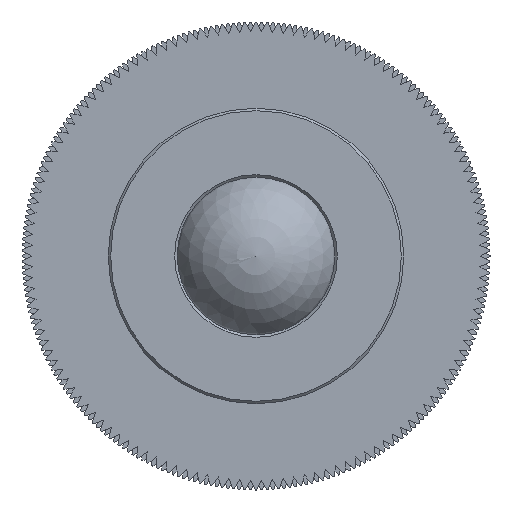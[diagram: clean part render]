
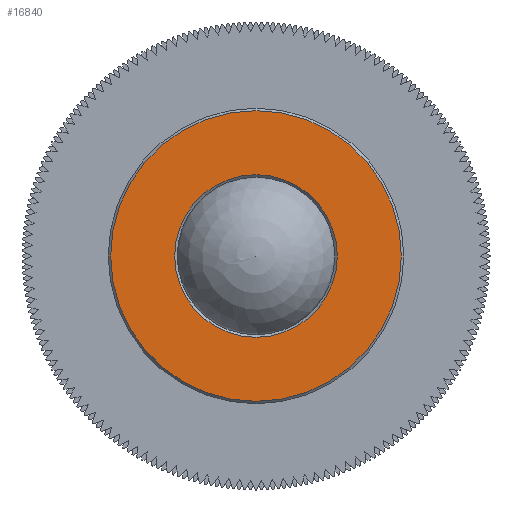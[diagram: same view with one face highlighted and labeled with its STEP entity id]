
A CAD part, left-side view. The second image highlights one B-rep face of the part: STEP entity #16840.
In plain terms, the highlighted planar face has unit normal (-1, 0, 0).
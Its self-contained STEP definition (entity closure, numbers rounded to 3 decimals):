
#79=FACE_BOUND('',#1683,.T.);
#104=PLANE('',#18068);
#796=FACE_OUTER_BOUND('',#1682,.T.);
#1682=EDGE_LOOP('',(#11818));
#1683=EDGE_LOOP('',(#11819));
#2696=CIRCLE('',#18069,2.95);
#2697=CIRCLE('',#18070,1.65);
#7466=VERTEX_POINT('',#25823);
#7467=VERTEX_POINT('',#25825);
#9210=EDGE_CURVE('',#7466,#7466,#2696,.F.);
#9211=EDGE_CURVE('',#7467,#7467,#2697,.T.);
#11818=ORIENTED_EDGE('',*,*,#9210,.T.);
#11819=ORIENTED_EDGE('',*,*,#9211,.T.);
#16840=ADVANCED_FACE('',(#796,#79),#104,.F.);
#18068=AXIS2_PLACEMENT_3D('',#25822,#20249,#20250);
#18069=AXIS2_PLACEMENT_3D('',#25824,#20251,#20252);
#18070=AXIS2_PLACEMENT_3D('',#25826,#20253,#20254);
#20249=DIRECTION('center_axis',(1.,0.,0.));
#20250=DIRECTION('ref_axis',(0.,0.,-1.));
#20251=DIRECTION('center_axis',(1.,0.,0.));
#20252=DIRECTION('ref_axis',(0.,0.,-1.));
#20253=DIRECTION('center_axis',(1.,0.,0.));
#20254=DIRECTION('ref_axis',(0.,0.,-1.));
#25822=CARTESIAN_POINT('Origin',(0.,1.6,0.));
#25823=CARTESIAN_POINT('',(0.,0.,
2.95));
#25824=CARTESIAN_POINT('Origin',(0.,0.,0.));
#25825=CARTESIAN_POINT('',(0.,0.,-1.65));
#25826=CARTESIAN_POINT('Origin',(0.,0.,0.));
